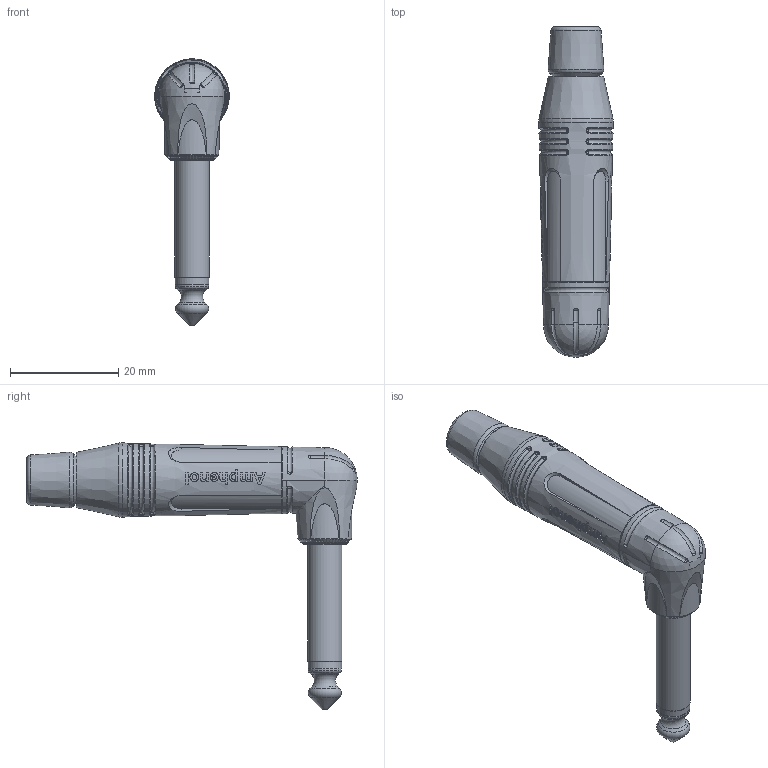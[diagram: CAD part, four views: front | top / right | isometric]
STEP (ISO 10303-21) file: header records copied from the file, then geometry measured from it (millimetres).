
FILE_DESCRIPTION(/* description */ (''),/* implementation_level */ '2;1');
FILE_NAME(/* name */ 'ACPM-RN-AU.stp',/* time_stamp */ '2024-02-21T12:31:19+11:00',/* author */ ('minh'),/* organization */ (''),/* preprocessor_version */ 'ST-DEVELOPER v19.2',/* originating_system */ 'Autodesk Inventor 2023',/* authorisation */ '');
FILE_SCHEMA (('AUTOMOTIVE_DESIGN { 1 0 10303 214 3 1 1 }'));
Length unit declared in the file: inch
Products named in the file (1): ACPM-RN-AU
Bounding box: 13.79 x 61.14 x 49.3 mm (x, y, z)
Volume: 4838.1 mm3; surface area: 8271.1 mm2
Topology: 1 solids, 3 shells, 790 faces, 2237 edges, 1428 vertices
Faces by surface type: plane 480, bspline 121, cylinder 83, cone 51, torus 38, sphere 17
Full cylindrical faces by diameter (mm): 2.15 x2, 2.3 x2, 4 x1, 5.3 x1, 5.4 x2, 6.15 x1, 6.2 x1, 6.32 x2, 7.4 x1, 7.9 x1, 8 x1, 8.4 x1, 8.6 x1, 9 x1, 9.5 x2, 10.3 x1, 10.8 x1
Entity records: 30127 total; most frequent: CARTESIAN_POINT 9594, ORIENTED_EDGE 4472, DIRECTION 3743, EDGE_CURVE 2236, VERTEX_POINT 1428, AXIS2_PLACEMENT_3D 1313, LINE 1117, VECTOR 1117
